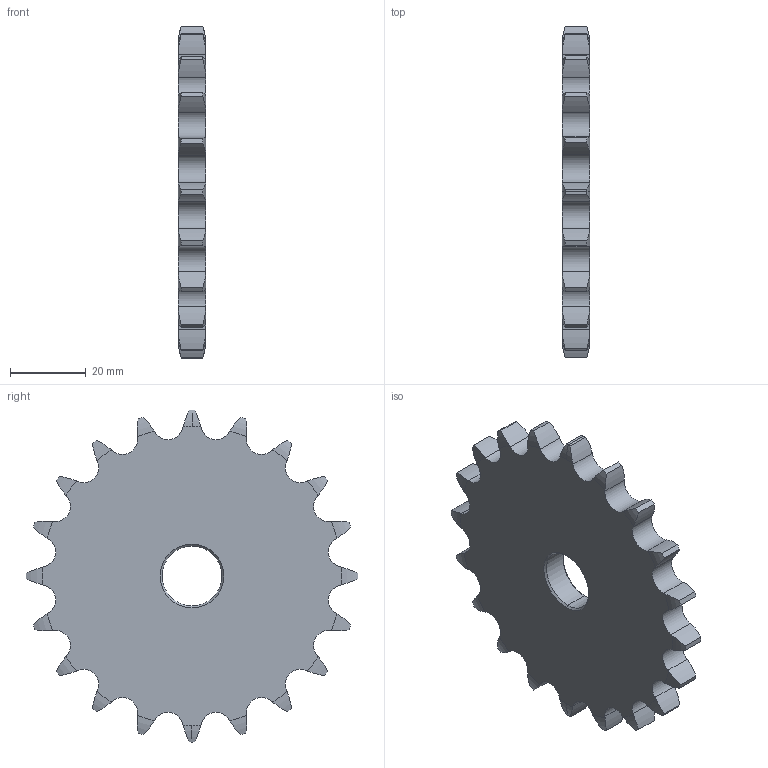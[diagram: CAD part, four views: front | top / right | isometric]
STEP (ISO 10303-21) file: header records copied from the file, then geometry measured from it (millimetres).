
FILE_DESCRIPTION(('starvars output'),'2;1');
FILE_NAME('cv20171130075232000044412.stp','07:52:33 2017/11/30',( 'Thomas Industrial Network Germany GmbH'),( 'Thomas Industrial Network Germany GmbH'),'unknown preprocess','ACIS' ,'unknown authorization');
FILE_SCHEMA(('AUTOMOTIVE_DESIGN_CC2 {UNKNOWN IMPLEMENTATION LEVEL}'));
Length unit declared in the file: millimetre
Products named in the file (1): PRODUCT_ID_1
Bounding box: 7.21 x 87.88 x 87.88 mm (x, y, z)
Volume: 33606.5 mm3; surface area: 12585.7 mm2
Topology: 1 solids, 1 shells, 134 faces, 388 edges, 256 vertices
Faces by surface type: cylinder 84, torus 44, cone 4, plane 2
Entity records: 5157 total; most frequent: CARTESIAN_POINT 1024, ORIENTED_EDGE 776, DIRECTION 488, EDGE_CURVE 388, VERTEX_POINT 256, AXIS2_PLACEMENT_3D 200, EDGE_LOOP 136, FACE_BOUND 136
